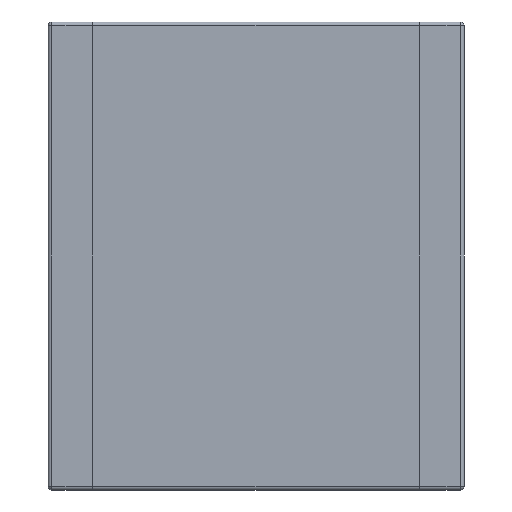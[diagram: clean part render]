
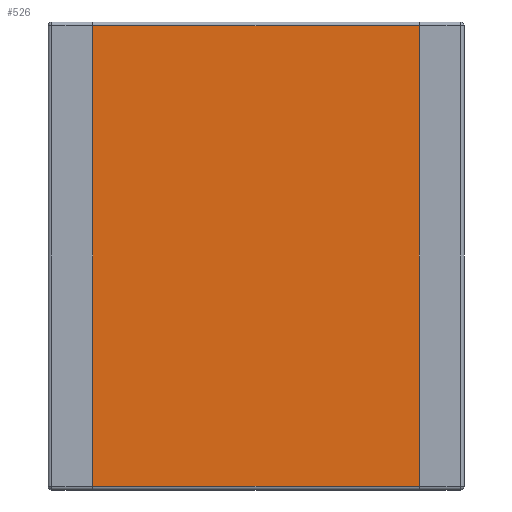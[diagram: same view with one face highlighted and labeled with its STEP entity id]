
A CAD part, front view. The second image highlights one B-rep face of the part: STEP entity #526.
In plain terms, the highlighted planar face has unit normal (0, -1, 0).
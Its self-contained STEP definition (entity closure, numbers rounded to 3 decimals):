
#496 = EDGE_CURVE ( 'NONE', #577, #650, #913, .T. ) ;
#517 = ORIENTED_EDGE ( 'NONE', *, *, #711, .T. ) ;
#518 = EDGE_LOOP ( 'NONE', ( #519, #517, #535, #589 ) ) ;
#519 = ORIENTED_EDGE ( 'NONE', *, *, #529, .F. ) ;
#526 = ADVANCED_FACE ( 'NONE', ( #1020 ), #1000, .T. ) ;
#529 = EDGE_CURVE ( 'NONE', #537, #650, #1041, .T. ) ;
#535 = ORIENTED_EDGE ( 'NONE', *, *, #586, .F. ) ;
#537 = VERTEX_POINT ( 'NONE', #1070 ) ;
#577 = VERTEX_POINT ( 'NONE', #1216 ) ;
#584 = VERTEX_POINT ( 'NONE', #1204 ) ;
#586 = EDGE_CURVE ( 'NONE', #577, #584, #1243, .T. ) ;
#589 = ORIENTED_EDGE ( 'NONE', *, *, #496, .T. ) ;
#650 = VERTEX_POINT ( 'NONE', #1435 ) ;
#711 = EDGE_CURVE ( 'NONE', #537, #584, #1616, .T. ) ;
#913 = LINE ( 'NONE', #965, #964 ) ;
#963 = DIRECTION ( 'NONE',  ( -1., 0., 0. ) ) ;
#964 = VECTOR ( 'NONE', #963, 1000. ) ;
#965 = CARTESIAN_POINT ( 'NONE',  ( -2.8, 0., 3.1 ) ) ;
#996 = DIRECTION ( 'NONE',  ( 0., 0., -1. ) ) ;
#997 = DIRECTION ( 'NONE',  ( 0., -1., 0. ) ) ;
#998 = CARTESIAN_POINT ( 'NONE',  ( 2.8, 0., -3.15 ) ) ;
#999 = AXIS2_PLACEMENT_3D ( 'NONE', #998, #997, #996 ) ;
#1000 = PLANE ( 'NONE',  #999 ) ;
#1020 = FACE_OUTER_BOUND ( 'NONE', #518, .T. ) ;
#1038 = DIRECTION ( 'NONE',  ( 0., 0., 1. ) ) ;
#1039 = VECTOR ( 'NONE', #1038, 1000. ) ;
#1040 = CARTESIAN_POINT ( 'NONE',  ( -2.2, 0., -3.15 ) ) ;
#1041 = LINE ( 'NONE', #1040, #1039 ) ;
#1070 = CARTESIAN_POINT ( 'NONE',  ( -2.2, 0., -3.1 ) ) ;
#1204 = CARTESIAN_POINT ( 'NONE',  ( 2.2, 0., -3.1 ) ) ;
#1216 = CARTESIAN_POINT ( 'NONE',  ( 2.2, 0., 3.1 ) ) ;
#1240 = DIRECTION ( 'NONE',  ( 0., 0., -1. ) ) ;
#1241 = VECTOR ( 'NONE', #1240, 1000. ) ;
#1242 = CARTESIAN_POINT ( 'NONE',  ( 2.2, 0., -3.15 ) ) ;
#1243 = LINE ( 'NONE', #1242, #1241 ) ;
#1435 = CARTESIAN_POINT ( 'NONE',  ( -2.2, 0., 3.1 ) ) ;
#1616 = LINE ( 'NONE', #1671, #1670 ) ;
#1669 = DIRECTION ( 'NONE',  ( 1., 0., 0. ) ) ;
#1670 = VECTOR ( 'NONE', #1669, 1000. ) ;
#1671 = CARTESIAN_POINT ( 'NONE',  ( 2.8, 0., -3.1 ) ) ;
